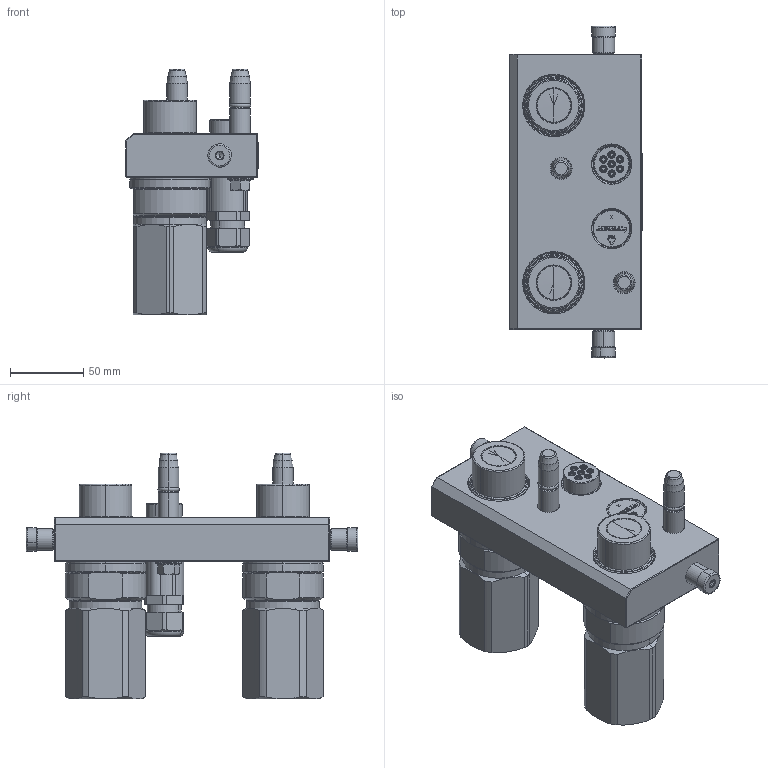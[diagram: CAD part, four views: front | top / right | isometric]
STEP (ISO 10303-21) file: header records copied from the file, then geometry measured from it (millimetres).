
FILE_DESCRIPTION (( 'STEP AP214' ), '1' );
FILE_NAME ('FASTER.step', '2024-05-08T08:37:33', ( '' ), ( '' ), 'SwSTEP 2.0', 'SolidWorks 2017', '' );
FILE_SCHEMA (( 'AUTOMOTIVE_DESIGN' ));
Length unit declared in the file: millimetre
Products named in the file (14): 4860_013_0000_000.prt; et002; or2_62x9_19_m; 3ffnp1_gas_m; P4A_M_BASE; 4830_044_0000_000; 4830_028_1000_011.prt; conn_7p_m; TAPPO_12; 4830_021_0000_000.prt; 4860_010_0003_000.prt; FASTER; 1540_080_0008_000.prt; corspel08-7_m
Assembly tree (21 placements, depth 3):
  FASTER
    P4A_M_BASE
      4860_010_0003_000.prt
      4830_021_0000_000.prt  x2
      or2_62x9_19_m  x2
      1540_080_0008_000.prt  x2
      4830_028_1000_011.prt  x2
      4860_013_0000_000.prt  x2
    3ffnp1_gas_m  x2
    conn_7p_m
      4830_044_0000_000  x3
      corspel08-7_m
    TAPPO_12
    et002
Bounding box: 90.3 x 226.6 x 167.9 mm (x, y, z)
Volume: 14420.4 mm3; surface area: 224642.8 mm2
Topology: 6 solids, 55 shells, 2239 faces, 5673 edges, 3612 vertices
Faces by surface type: plane 1103, cylinder 482, cone 350, torus 200, bspline 98, sphere 6
Entity records: 67728 total; most frequent: CARTESIAN_POINT 16756, ORIENTED_EDGE 8484, DIRECTION 8152, EDGE_CURVE 4304, VECTOR 2776, LINE 2776, VERTEX_POINT 2761, AXIS2_PLACEMENT_3D 2688
